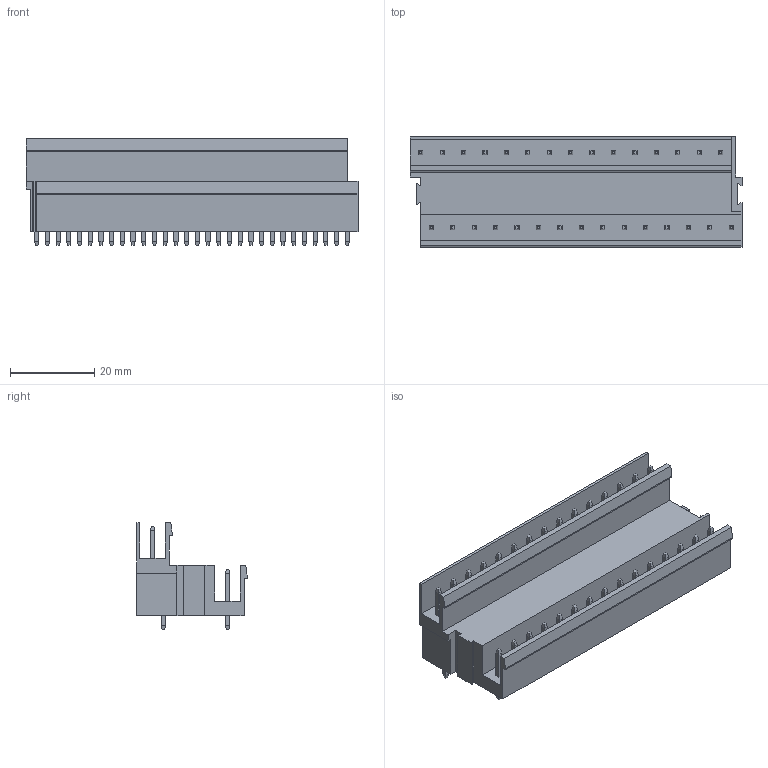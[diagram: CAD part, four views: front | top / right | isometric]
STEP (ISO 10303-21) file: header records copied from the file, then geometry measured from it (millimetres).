
FILE_DESCRIPTION(('CATIA V5 STEP Exchange','CAx-IF Rec.Pracs.--- Model Styling and Organization---1.2---2011-12-15'),'2;1');
FILE_NAME ('D1454965_0_1725780000_1725780000.stp','2018-11-10T04:50:09+00:00',('none'),('Weidmueller'),'CATIA Version 5-6 Release 2014','CATIA V5 STEP AP214','none');
FILE_SCHEMA(('AUTOMOTIVE_DESIGN { 1 0 10303 214 1 1 1 1 }'));
Length unit declared in the file: millimetre
Products named in the file (1): 1725780000
Bounding box: 78.74 x 26.28 x 25.36 mm (x, y, z)
Volume: 21924 mm3; surface area: 14100.5 mm2
Topology: 31 solids, 31 shells, 827 faces, 2055 edges, 1290 vertices
Faces by surface type: plane 707, cylinder 120
Entity records: 21258 total; most frequent: ORIENTED_EDGE 4110, CARTESIAN_POINT 3899, DIRECTION 2441, EDGE_CURVE 2055, VECTOR 1575, LINE 1575, VERTEX_POINT 1290, EDGE_LOOP 887
